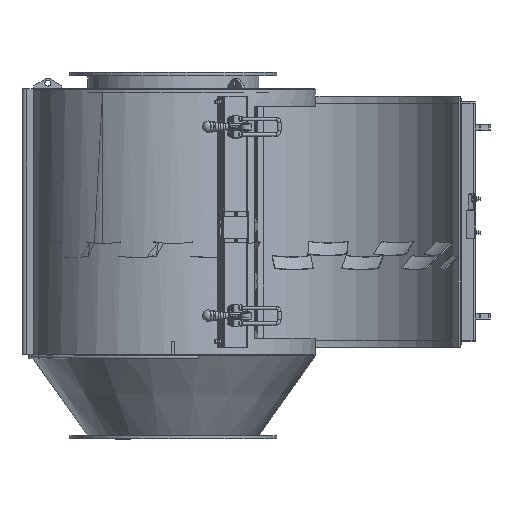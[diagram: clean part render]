
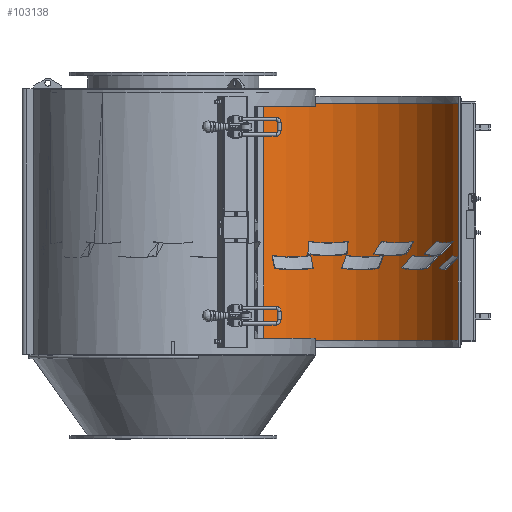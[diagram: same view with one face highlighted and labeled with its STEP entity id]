
A CAD part, front view. The second image highlights one B-rep face of the part: STEP entity #103138.
In plain terms, the highlighted cylindrical face has radius 510 mm (diameter 1020 mm), a partial arc.
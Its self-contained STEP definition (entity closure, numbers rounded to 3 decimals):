
#4897=LINE($,#163986,#13681);
#4901=LINE($,#163995,#13685);
#13681=VECTOR($,#119508,840.);
#13685=VECTOR($,#119518,840.);
#25615=CYLINDRICAL_SURFACE($,#109673,510.);
#26405=FACE_BOUND($,#34401,.T.);
#34401=EDGE_LOOP($,(#71267,#71268,#71269,#71270));
#41082=CIRCLE($,#109600,510.);
#41083=CIRCLE($,#109603,510.);
#44276=VERTEX_POINT($,#163983);
#44277=VERTEX_POINT($,#163985);
#44278=VERTEX_POINT($,#163989);
#44279=VERTEX_POINT($,#163993);
#54606=EDGE_CURVE($,#44277,#44276,#4897,.T.);
#54609=EDGE_CURVE($,#44278,#44277,#41082,.T.);
#54611=EDGE_CURVE($,#44279,#44278,#4901,.T.);
#54612=EDGE_CURVE($,#44276,#44279,#41083,.T.);
#71267=ORIENTED_EDGE($,*,*,#54612,.T.);
#71268=ORIENTED_EDGE($,*,*,#54611,.T.);
#71269=ORIENTED_EDGE($,*,*,#54609,.T.);
#71270=ORIENTED_EDGE($,*,*,#54606,.T.);
#103138=ADVANCED_FACE($,(#26405),#25615,.F.);
#109600=AXIS2_PLACEMENT_3D($,#163991,#119513,#119514);
#109603=AXIS2_PLACEMENT_3D($,#163997,#119521,#119522);
#109673=AXIS2_PLACEMENT_3D($,#164155,#119677,#119678);
#119508=DIRECTION($,(0.,0.,-1.));
#119513=DIRECTION('center_axis',(0.,0.,1.));
#119514=DIRECTION('ref_axis',(-0.819,0.574,0.));
#119518=DIRECTION($,(0.,0.,1.));
#119521=DIRECTION('center_axis',(0.,0.,-1.));
#119522=DIRECTION('ref_axis',(-0.819,0.574,0.));
#119677=DIRECTION('center_axis',(0.,0.,1.));
#119678=DIRECTION('ref_axis',(-0.819,0.574,0.));
#163983=CARTESIAN_POINT('',(318.624,470.242,-420.));
#163985=CARTESIAN_POINT('',(318.624,470.242,420.));
#163986=CARTESIAN_POINT($,(318.624,470.242,420.));
#163989=CARTESIAN_POINT('',(1016.576,-18.383,420.));
#163991=CARTESIAN_POINT('Origin',(506.785,-3.778,420.));
#163993=CARTESIAN_POINT('',(1016.576,-18.383,-420.));
#163995=CARTESIAN_POINT($,(1016.576,-18.383,-420.));
#163997=CARTESIAN_POINT('Origin',(506.785,-3.778,-420.));
#164155=CARTESIAN_POINT('Origin',(506.785,-3.778,0.));
